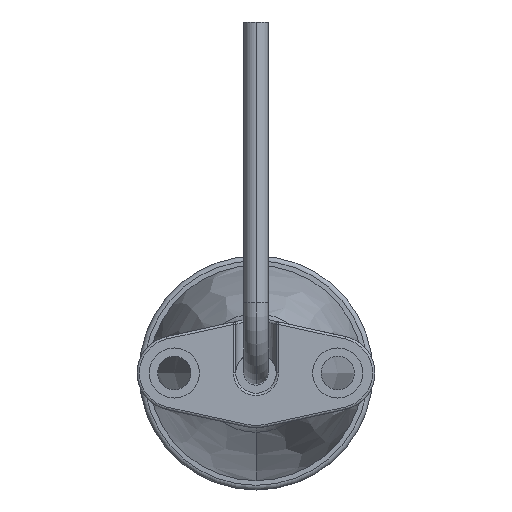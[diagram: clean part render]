
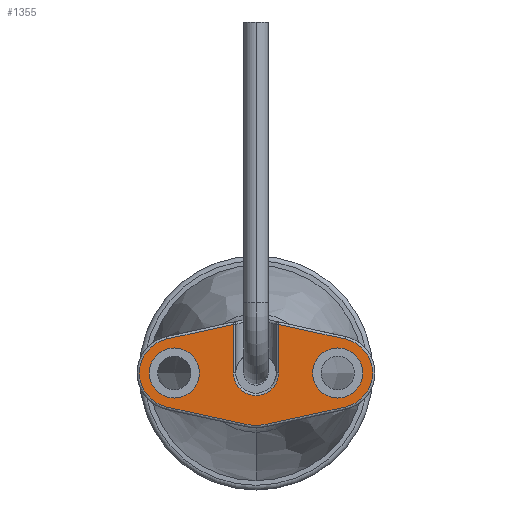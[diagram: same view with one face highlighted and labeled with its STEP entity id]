
A CAD part, front view. The second image highlights one B-rep face of the part: STEP entity #1355.
In plain terms, the highlighted planar face has unit normal (0, -1, 0).
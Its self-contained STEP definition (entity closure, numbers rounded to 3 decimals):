
#23=CARTESIAN_POINT('',(17.463,0.,0.));
#24=DIRECTION('',(0.,-1.,0.));
#25=DIRECTION('',(0.214,0.,-0.977));
#26=AXIS2_PLACEMENT_3D('',#23,#24,#25);
#28=DIRECTION('',(0.977,0.,0.214));
#29=VECTOR('',#28,17.059);
#30=CARTESIAN_POINT('',(2.39,0.,-10.918));
#31=LINE('',#30,#29);
#32=CARTESIAN_POINT('',(0.,0.,0.));
#33=DIRECTION('',(0.,-1.,0.));
#34=DIRECTION('',(-0.214,0.,-0.977));
#35=AXIS2_PLACEMENT_3D('',#32,#33,#34);
#37=DIRECTION('',(0.977,0.,-0.214));
#38=VECTOR('',#37,17.059);
#39=CARTESIAN_POINT('',(-19.054,0.,-7.27));
#40=LINE('',#39,#38);
#41=CARTESIAN_POINT('',(-17.463,0.,0.));
#42=DIRECTION('',(0.,-1.,0.));
#43=DIRECTION('',(-0.214,0.,0.977));
#44=AXIS2_PLACEMENT_3D('',#41,#42,#43);
#46=DIRECTION('',(-0.977,0.,-0.214));
#47=VECTOR('',#46,14.565);
#48=CARTESIAN_POINT('',(-4.826,0.,10.384));
#49=LINE('',#48,#47);
#50=DIRECTION('',(0.,0.,1.));
#51=VECTOR('',#50,10.384);
#52=CARTESIAN_POINT('',(-4.826,0.,0.));
#53=LINE('',#52,#51);
#54=CARTESIAN_POINT('',(0.,0.,0.));
#55=DIRECTION('',(0.,1.,0.));
#56=DIRECTION('',(1.,0.,0.));
#57=AXIS2_PLACEMENT_3D('',#54,#55,#56);
#59=DIRECTION('',(0.,0.,-1.));
#60=VECTOR('',#59,10.384);
#61=CARTESIAN_POINT('',(4.826,0.,10.384));
#62=LINE('',#61,#60);
#63=DIRECTION('',(-0.977,0.,0.214));
#64=VECTOR('',#63,14.565);
#65=CARTESIAN_POINT('',(19.054,0.,7.27));
#66=LINE('',#65,#64);
#67=CARTESIAN_POINT('',(17.463,0.,0.));
#68=DIRECTION('',(0.,-1.,0.));
#69=DIRECTION('',(1.,0.,0.));
#70=AXIS2_PLACEMENT_3D('',#67,#68,#69);
#72=CARTESIAN_POINT('',(17.463,0.,0.));
#73=DIRECTION('',(0.,-1.,0.));
#74=DIRECTION('',(-1.,0.,0.));
#75=AXIS2_PLACEMENT_3D('',#72,#73,#74);
#77=CARTESIAN_POINT('',(-17.463,0.,0.));
#78=DIRECTION('',(0.,-1.,0.));
#79=DIRECTION('',(1.,0.,0.));
#80=AXIS2_PLACEMENT_3D('',#77,#78,#79);
#82=CARTESIAN_POINT('',(-17.463,0.,0.));
#83=DIRECTION('',(0.,-1.,0.));
#84=DIRECTION('',(-1.,0.,0.));
#85=AXIS2_PLACEMENT_3D('',#82,#83,#84);
#1134=CARTESIAN_POINT('',(22.822,0.,0.));
#1135=VERTEX_POINT('',#1134);
#1136=CARTESIAN_POINT('',(-22.822,0.,0.));
#1137=VERTEX_POINT('',#1136);
#1138=CARTESIAN_POINT('',(12.103,0.,0.));
#1139=VERTEX_POINT('',#1138);
#1140=CARTESIAN_POINT('',(-12.103,0.,0.));
#1141=VERTEX_POINT('',#1140);
#1182=CARTESIAN_POINT('',(19.054,0.,-7.27));
#1183=CARTESIAN_POINT('',(19.054,0.,7.27));
#1184=VERTEX_POINT('',#1182);
#1185=VERTEX_POINT('',#1183);
#1190=CARTESIAN_POINT('',(4.826,0.,10.384));
#1191=VERTEX_POINT('',#1190);
#1194=CARTESIAN_POINT('',(-4.826,0.,10.384));
#1195=CARTESIAN_POINT('',(-19.054,0.,7.27));
#1196=VERTEX_POINT('',#1194);
#1197=VERTEX_POINT('',#1195);
#1202=CARTESIAN_POINT('',(-19.054,0.,-7.27));
#1203=VERTEX_POINT('',#1202);
#1206=CARTESIAN_POINT('',(-2.39,0.,-10.918));
#1207=VERTEX_POINT('',#1206);
#1210=CARTESIAN_POINT('',(2.39,0.,-10.918));
#1211=VERTEX_POINT('',#1210);
#1218=CARTESIAN_POINT('',(4.826,0.,0.));
#1219=VERTEX_POINT('',#1218);
#1224=CARTESIAN_POINT('',(-4.826,0.,0.));
#1225=VERTEX_POINT('',#1224);
#1316=CARTESIAN_POINT('',(0.,0.,0.));
#1317=DIRECTION('',(0.,1.,0.));
#1318=DIRECTION('',(1.,0.,0.));
#1319=AXIS2_PLACEMENT_3D('',#1316,#1317,#1318);
#1320=PLANE('',#1319);
#1322=ORIENTED_EDGE('',*,*,#1321,.F.);
#1324=ORIENTED_EDGE('',*,*,#1323,.F.);
#1326=ORIENTED_EDGE('',*,*,#1325,.F.);
#1328=ORIENTED_EDGE('',*,*,#1327,.F.);
#1330=ORIENTED_EDGE('',*,*,#1329,.F.);
#1332=ORIENTED_EDGE('',*,*,#1331,.F.);
#1334=ORIENTED_EDGE('',*,*,#1333,.F.);
#1336=ORIENTED_EDGE('',*,*,#1335,.F.);
#1338=ORIENTED_EDGE('',*,*,#1337,.F.);
#1340=ORIENTED_EDGE('',*,*,#1339,.F.);
#1341=EDGE_LOOP('',(#1322,#1324,#1326,#1328,#1330,#1332,#1334,#1336,#1338,
#1340));
#1342=FACE_OUTER_BOUND('',#1341,.F.);
#1344=ORIENTED_EDGE('',*,*,#1343,.T.);
#1346=ORIENTED_EDGE('',*,*,#1345,.T.);
#1347=EDGE_LOOP('',(#1344,#1346));
#1348=FACE_BOUND('',#1347,.F.);
#1350=ORIENTED_EDGE('',*,*,#1349,.T.);
#1352=ORIENTED_EDGE('',*,*,#1351,.T.);
#1353=EDGE_LOOP('',(#1350,#1352));
#1354=FACE_BOUND('',#1353,.F.);
#1355=ADVANCED_FACE('',(#1342,#1348,#1354),#1320,.F.);
#27=CIRCLE('',#26,7.442);
#36=CIRCLE('',#35,11.176);
#45=CIRCLE('',#44,7.442);
#58=CIRCLE('',#57,4.826);
#71=CIRCLE('',#70,5.359);
#76=CIRCLE('',#75,5.359);
#81=CIRCLE('',#80,5.359);
#86=CIRCLE('',#85,5.359);
#1321=EDGE_CURVE('',#1184,#1185,#27,.T.);
#1323=EDGE_CURVE('',#1211,#1184,#31,.T.);
#1325=EDGE_CURVE('',#1207,#1211,#36,.T.);
#1327=EDGE_CURVE('',#1203,#1207,#40,.T.);
#1329=EDGE_CURVE('',#1197,#1203,#45,.T.);
#1331=EDGE_CURVE('',#1196,#1197,#49,.T.);
#1333=EDGE_CURVE('',#1225,#1196,#53,.T.);
#1335=EDGE_CURVE('',#1219,#1225,#58,.T.);
#1337=EDGE_CURVE('',#1191,#1219,#62,.T.);
#1339=EDGE_CURVE('',#1185,#1191,#66,.T.);
#1343=EDGE_CURVE('',#1135,#1139,#71,.T.);
#1345=EDGE_CURVE('',#1139,#1135,#76,.T.);
#1349=EDGE_CURVE('',#1141,#1137,#81,.T.);
#1351=EDGE_CURVE('',#1137,#1141,#86,.T.);
